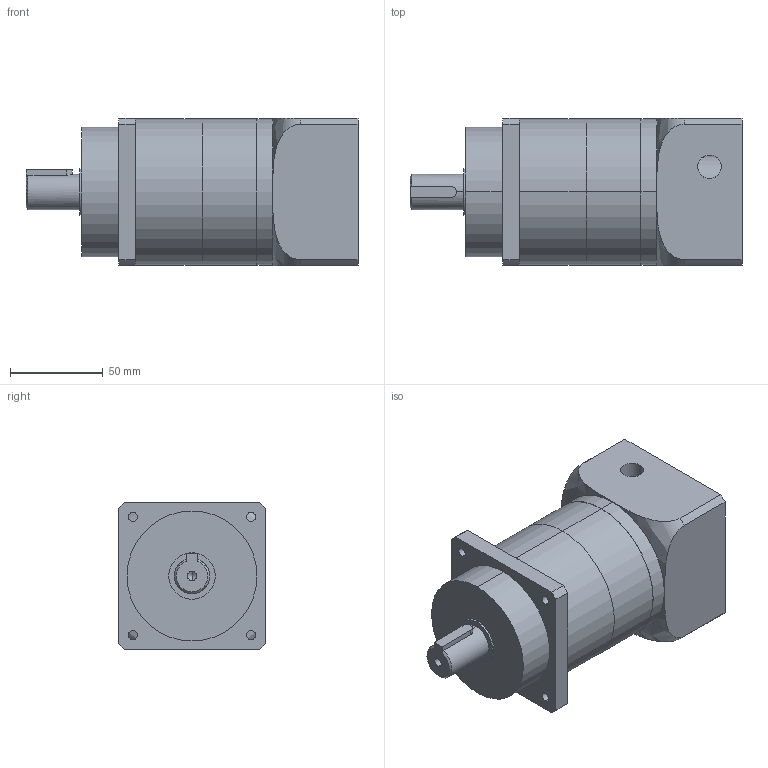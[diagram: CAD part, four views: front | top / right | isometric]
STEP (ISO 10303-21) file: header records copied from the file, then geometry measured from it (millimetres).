
FILE_DESCRIPTION (( 'STEP AP214' ), '1' );
FILE_NAME ('DN080-L2-XX-19-70-90-M6_2022.STEP', '2022-08-16T03:56:43', ( '' ), ( '' ), 'SwSTEP 2.0', 'SolidWorks 2016', '' );
FILE_SCHEMA (( 'AUTOMOTIVE_DESIGN' ));
Length unit declared in the file: millimetre
Products named in the file (1): DN080-L2-XX-19-70-90-M6_2022
Bounding box: 179 x 79.5 x 79.5 mm (x, y, z)
Volume: 709799.9 mm3; surface area: 102302 mm2
Topology: 4 solids, 4 shells, 163 faces, 402 edges, 257 vertices
Faces by surface type: cylinder 75, plane 66, cone 12, bspline 10
Entity records: 5787 total; most frequent: CARTESIAN_POINT 1439, DIRECTION 846, ORIENTED_EDGE 784, EDGE_CURVE 392, AXIS2_PLACEMENT_3D 322, VERTEX_POINT 257, VECTOR 202, LINE 202
